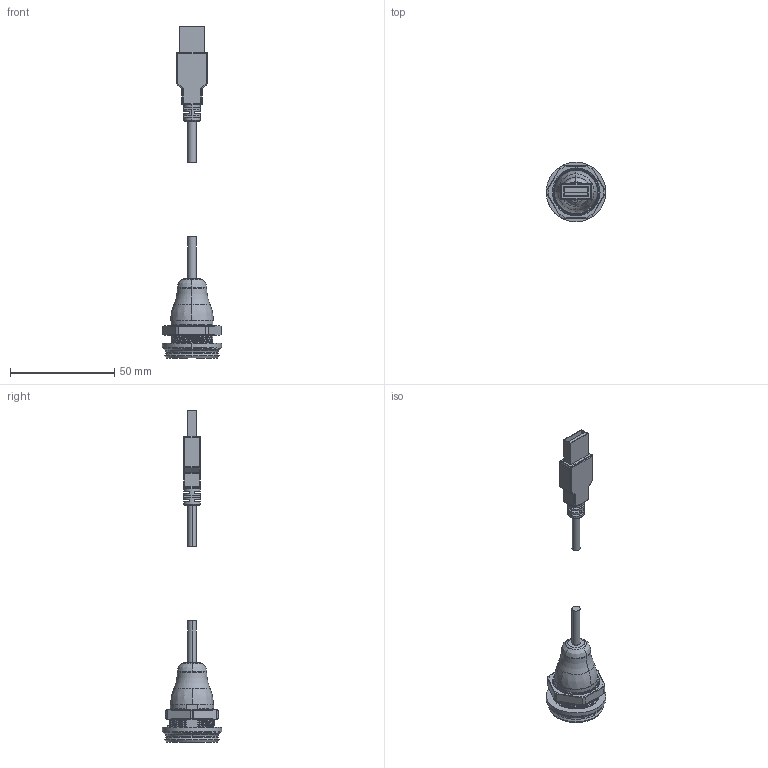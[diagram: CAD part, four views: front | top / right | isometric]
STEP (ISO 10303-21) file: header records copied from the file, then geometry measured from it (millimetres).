
FILE_DESCRIPTION(('CATIA V5 STEP Exchange','CAx-IF Rec.Pracs.--- Model Styling and Organization---1.4--- 2014-01-23'),'2;1');
FILE_NAME ('332381-2_0_2488200000_2488200000.stp','2022-02-21T14:08:18+00:00',('none'),('Weidmueller'),'CATIA Version 5-6 Release 2016 SP3 HF44','CATIA V5 STEP AP214','none');
FILE_SCHEMA(('AUTOMOTIVE_DESIGN { 1 0 10303 214 1 1 1 1 }'));
Length unit declared in the file: millimetre
Products named in the file (1): 2488200000
Bounding box: 28.5 x 28.5 x 158.9 mm (x, y, z)
Volume: 14350.5 mm3; surface area: 10914.2 mm2
Topology: 11 solids, 11 shells, 652 faces, 1767 edges, 1155 vertices
Faces by surface type: plane 343, cylinder 159, bspline 75, cone 45, torus 18, sphere 12
Entity records: 26454 total; most frequent: CARTESIAN_POINT 11393, ORIENTED_EDGE 3518, DIRECTION 2365, EDGE_CURVE 1759, VERTEX_POINT 1155, VECTOR 953, LINE 953, AXIS2_PLACEMENT_3D 849
